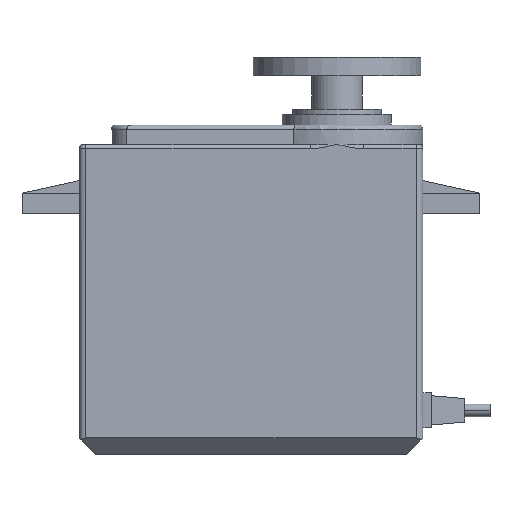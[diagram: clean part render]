
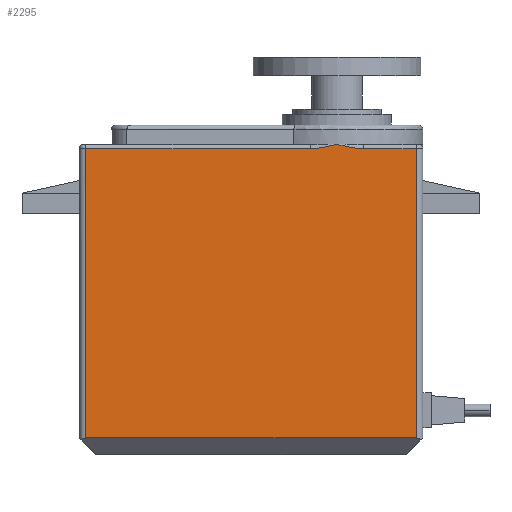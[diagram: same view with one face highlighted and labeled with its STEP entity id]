
A CAD part, front view. The second image highlights one B-rep face of the part: STEP entity #2295.
In plain terms, the highlighted planar face has unit normal (0, -1, 0).
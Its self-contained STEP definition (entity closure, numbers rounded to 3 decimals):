
#56=PLANE('',#2476);
#146=B_SPLINE_CURVE_WITH_KNOTS('',3,(#3516,#3517,#3518,#3519,#3520,#3521),
 .UNSPECIFIED.,.F.,.F.,(4,2,4),(-0.001,0.,0.319),
 .UNSPECIFIED.);
#149=B_SPLINE_CURVE_WITH_KNOTS('',3,(#3663,#3664,#3665,#3666,#3667,#3668),
 .UNSPECIFIED.,.F.,.F.,(4,2,4),(0.629,0.948,0.949),
 .UNSPECIFIED.);
#183=FACE_OUTER_BOUND('',#320,.T.);
#320=EDGE_LOOP('',(#1629,#1630,#1631,#1632,#1633,#1634,#1635));
#474=LINE('',#3460,#695);
#483=LINE('',#3601,#704);
#484=LINE('',#3672,#705);
#486=LINE('',#3682,#707);
#487=LINE('',#3683,#708);
#695=VECTOR('',#2698,10.);
#704=VECTOR('',#2749,10.);
#705=VECTOR('',#2756,10.);
#707=VECTOR('',#2768,10.);
#708=VECTOR('',#2769,10.);
#1018=VERTEX_POINT('',#3457);
#1019=VERTEX_POINT('',#3459);
#1025=VERTEX_POINT('',#3514);
#1034=VERTEX_POINT('',#3591);
#1036=VERTEX_POINT('',#3597);
#1038=VERTEX_POINT('',#3671);
#1041=VERTEX_POINT('',#3681);
#1237=EDGE_CURVE('',#1018,#1019,#474,.T.);
#1247=EDGE_CURVE('',#1025,#1018,#146,.T.);
#1265=EDGE_CURVE('',#1034,#1036,#483,.T.);
#1268=EDGE_CURVE('',#1036,#1025,#149,.T.);
#1270=EDGE_CURVE('',#1019,#1038,#484,.T.);
#1275=EDGE_CURVE('',#1041,#1034,#486,.T.);
#1276=EDGE_CURVE('',#1038,#1041,#487,.T.);
#1629=ORIENTED_EDGE('',*,*,#1237,.F.);
#1630=ORIENTED_EDGE('',*,*,#1247,.F.);
#1631=ORIENTED_EDGE('',*,*,#1268,.F.);
#1632=ORIENTED_EDGE('',*,*,#1265,.F.);
#1633=ORIENTED_EDGE('',*,*,#1275,.F.);
#1634=ORIENTED_EDGE('',*,*,#1276,.F.);
#1635=ORIENTED_EDGE('',*,*,#1270,.F.);
#2295=ADVANCED_FACE('',(#183),#56,.T.);
#2476=AXIS2_PLACEMENT_3D('',#3680,#2766,#2767);
#2698=DIRECTION('',(1.,0.,0.));
#2749=DIRECTION('',(1.,0.,0.));
#2756=DIRECTION('',(0.,0.,-1.));
#2766=DIRECTION('center_axis',(0.,-1.,0.));
#2767=DIRECTION('ref_axis',(1.,0.,0.));
#2768=DIRECTION('',(0.,0.,1.));
#2769=DIRECTION('',(-1.,0.,0.));
#3457=CARTESIAN_POINT('',(13.412,-10.25,36.5));
#3459=CARTESIAN_POINT('',(19.7,-10.25,36.5));
#3460=CARTESIAN_POINT('',(-10.25,-10.25,36.5));
#3514=CARTESIAN_POINT('',(10.25,-10.25,37.));
#3516=CARTESIAN_POINT('Ctrl Pts',(10.25,-10.25,37.));
#3517=CARTESIAN_POINT('Ctrl Pts',(10.255,-10.25,36.999));
#3518=CARTESIAN_POINT('Ctrl Pts',(10.259,-10.25,36.998));
#3519=CARTESIAN_POINT('Ctrl Pts',(11.301,-10.25,36.765));
#3520=CARTESIAN_POINT('Ctrl Pts',(12.35,-10.25,36.5));
#3521=CARTESIAN_POINT('Ctrl Pts',(13.412,-10.25,36.5));
#3591=CARTESIAN_POINT('',(-19.7,-10.25,36.5));
#3597=CARTESIAN_POINT('',(7.088,-10.25,36.5));
#3601=CARTESIAN_POINT('',(-10.25,-10.25,36.5));
#3663=CARTESIAN_POINT('Ctrl Pts',(7.088,-10.25,36.5));
#3664=CARTESIAN_POINT('Ctrl Pts',(8.151,-10.25,36.5));
#3665=CARTESIAN_POINT('Ctrl Pts',(9.2,-10.25,36.767));
#3666=CARTESIAN_POINT('Ctrl Pts',(10.242,-10.25,36.998));
#3667=CARTESIAN_POINT('Ctrl Pts',(10.246,-10.25,36.999));
#3668=CARTESIAN_POINT('Ctrl Pts',(10.25,-10.25,37.));
#3671=CARTESIAN_POINT('',(19.7,-10.25,2.));
#3672=CARTESIAN_POINT('',(19.7,-10.25,0.));
#3680=CARTESIAN_POINT('Origin',(-20.5,-10.25,0.));
#3681=CARTESIAN_POINT('',(-19.7,-10.25,2.));
#3682=CARTESIAN_POINT('',(-19.7,-10.25,0.));
#3683=CARTESIAN_POINT('',(-10.25,-10.25,2.));
